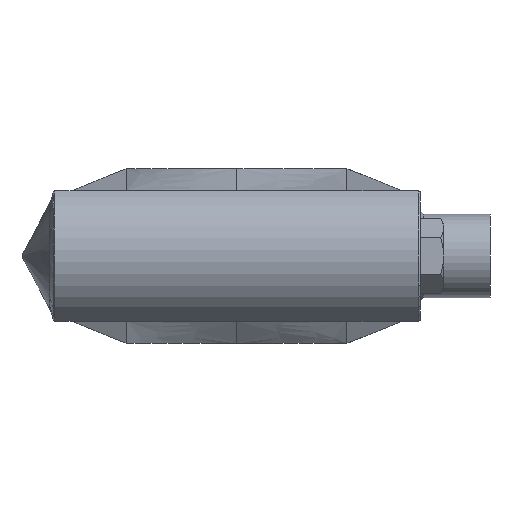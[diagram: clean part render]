
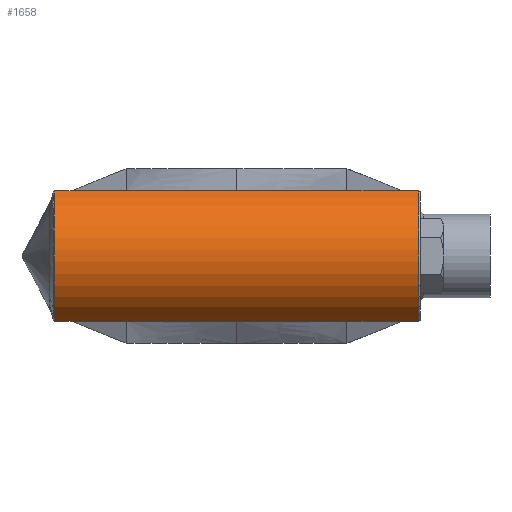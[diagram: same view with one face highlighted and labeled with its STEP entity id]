
A CAD part, left-side view. The second image highlights one B-rep face of the part: STEP entity #1658.
In plain terms, the highlighted cylindrical face has radius 12.344 mm (diameter 24.689 mm), a partial arc.
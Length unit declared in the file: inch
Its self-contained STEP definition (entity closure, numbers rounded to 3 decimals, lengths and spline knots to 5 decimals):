
#37 = B_SPLINE_CURVE_WITH_KNOTS ( 'NONE', 3,
 ( #3141, #1483, #2631, #3213 ),
 .UNSPECIFIED., .F., .F.,
 ( 4, 4 ),
 ( 0., 1. ),
 .UNSPECIFIED. ) ;
#41 = CARTESIAN_POINT ( 'NONE',  ( -1.22064, 1.791, 0.4375 ) ) ;
#47 = CARTESIAN_POINT ( 'NONE',  ( -1.22064, 0.557, 0.4375 ) ) ;
#117 = CARTESIAN_POINT ( 'NONE',  ( -1.22064, 1.781, -0.4375 ) ) ;
#129 = VECTOR ( 'NONE', #2850, 39.37008 ) ;
#156 = ORIENTED_EDGE ( 'NONE', *, *, #2757, .T. ) ;
#182 = CARTESIAN_POINT ( 'NONE',  ( -1.22064, 1.781, 0.4375 ) ) ;
#187 = CARTESIAN_POINT ( 'NONE',  ( -1.22064, -0.183, 0.4375 ) ) ;
#208 = ORIENTED_EDGE ( 'NONE', *, *, #3085, .F. ) ;
#283 = ORIENTED_EDGE ( 'NONE', *, *, #616, .T. ) ;
#318 = CARTESIAN_POINT ( 'NONE',  ( -1.22064, -0.588, -0.4375 ) ) ;
#365 = CARTESIAN_POINT ( 'NONE',  ( -1.22064, 1.297, 0.4375 ) ) ;
#372 = VERTEX_POINT ( 'NONE', #1447 ) ;
#385 = DIRECTION ( 'NONE',  ( 0., 1., 0. ) ) ;
#400 = CARTESIAN_POINT ( 'NONE',  ( -1.22064, 0.31033, -0.4375 ) ) ;
#460 = CARTESIAN_POINT ( 'NONE',  ( -1.22064, -0.557, -0.4375 ) ) ;
#470 = ORIENTED_EDGE ( 'NONE', *, *, #3139, .F. ) ;
#526 = LINE ( 'NONE', #318, #2507 ) ;
#553 = ORIENTED_EDGE ( 'NONE', *, *, #1522, .F. ) ;
#614 = B_SPLINE_CURVE_WITH_KNOTS ( 'NONE', 3,
 ( #2304, #400, #3153, #671 ),
 .UNSPECIFIED., .F., .F.,
 ( 4, 4 ),
 ( 0., 1. ),
 .UNSPECIFIED. ) ;
#616 = EDGE_CURVE ( 'NONE', #1964, #925, #770, .T. ) ;
#619 = LINE ( 'NONE', #1000, #2341 ) ;
#649 = VECTOR ( 'NONE', #2415, 39.37008 ) ;
#654 = CARTESIAN_POINT ( 'NONE',  ( -1.22064, -0.677, 0.4375 ) ) ;
#669 = ORIENTED_EDGE ( 'NONE', *, *, #1858, .T. ) ;
#671 = CARTESIAN_POINT ( 'NONE',  ( -1.22064, -0.183, -0.4375 ) ) ;
#675 = EDGE_CURVE ( 'NONE', #925, #3428, #619, .T. ) ;
#676 = ORIENTED_EDGE ( 'NONE', *, *, #1406, .F. ) ;
#759 = CARTESIAN_POINT ( 'NONE',  ( -1.009, -0.667, 0. ) ) ;
#770 = LINE ( 'NONE', #2486, #3132 ) ;
#830 = AXIS2_PLACEMENT_3D ( 'NONE', #759, #3509, #3282 ) ;
#856 = LINE ( 'NONE', #1751, #129 ) ;
#877 = DIRECTION ( 'NONE',  ( 0., 0., 1. ) ) ;
#922 = DIRECTION ( 'NONE',  ( 0., -1., 0. ) ) ;
#925 = VERTEX_POINT ( 'NONE', #3579 ) ;
#930 = DIRECTION ( 'NONE',  ( 0., 0., 1. ) ) ;
#1000 = CARTESIAN_POINT ( 'NONE',  ( -1.22064, 1.702, -0.4375 ) ) ;
#1002 = CARTESIAN_POINT ( 'NONE',  ( -1.22064, -0.588, 0.4375 ) ) ;
#1034 = LINE ( 'NONE', #654, #1678 ) ;
#1063 = EDGE_CURVE ( 'NONE', #2014, #2039, #526, .T. ) ;
#1117 = ORIENTED_EDGE ( 'NONE', *, *, #675, .T. ) ;
#1131 = B_SPLINE_CURVE_WITH_KNOTS ( 'NONE', 3,
 ( #1225, #3176, #2875, #365 ),
 .UNSPECIFIED., .F., .F.,
 ( 4, 4 ),
 ( 0., 1. ),
 .UNSPECIFIED. ) ;
#1143 = EDGE_CURVE ( 'NONE', #2676, #1964, #3445, .T. ) ;
#1144 = VERTEX_POINT ( 'NONE', #47 ) ;
#1152 = ORIENTED_EDGE ( 'NONE', *, *, #1143, .T. ) ;
#1207 = DIRECTION ( 'NONE',  ( 0., -1., 0. ) ) ;
#1225 = CARTESIAN_POINT ( 'NONE',  ( -1.22064, 0.557, 0.4375 ) ) ;
#1334 = CARTESIAN_POINT ( 'NONE',  ( -1.22064, -0.183, -0.4375 ) ) ;
#1406 = EDGE_CURVE ( 'NONE', #2676, #1617, #1437, .T. ) ;
#1437 = LINE ( 'NONE', #41, #2026 ) ;
#1447 = CARTESIAN_POINT ( 'NONE',  ( -1.22064, -0.667, 0.4375 ) ) ;
#1483 = CARTESIAN_POINT ( 'NONE',  ( -1.22064, 0.80367, -0.4375 ) ) ;
#1489 = CARTESIAN_POINT ( 'NONE',  ( -1.22064, 0.557, -0.4375 ) ) ;
#1522 = EDGE_CURVE ( 'NONE', #1617, #1582, #856, .T. ) ;
#1582 = VERTEX_POINT ( 'NONE', #2506 ) ;
#1617 = VERTEX_POINT ( 'NONE', #3113 ) ;
#1621 = EDGE_LOOP ( 'NONE', ( #676, #1152, #283, #1117, #3426, #1865, #2990, #470, #156, #3031, #2092, #208, #669, #553 ) ) ;
#1658 = ADVANCED_FACE ( 'NONE', ( #2869 ), #1976, .T. ) ;
#1672 = CARTESIAN_POINT ( 'NONE',  ( -1.22064, -0.667, -0.4375 ) ) ;
#1678 = VECTOR ( 'NONE', #2292, 39.37008 ) ;
#1725 = DIRECTION ( 'NONE',  ( 0., 1., 0. ) ) ;
#1751 = CARTESIAN_POINT ( 'NONE',  ( -1.22064, 1.702, 0.4375 ) ) ;
#1755 = VECTOR ( 'NONE', #2759, 39.37008 ) ;
#1784 = DIRECTION ( 'NONE',  ( 0., -1., 0. ) ) ;
#1858 = EDGE_CURVE ( 'NONE', #1144, #1582, #1131, .T. ) ;
#1865 = ORIENTED_EDGE ( 'NONE', *, *, #1871, .T. ) ;
#1871 = EDGE_CURVE ( 'NONE', #2934, #2039, #614, .T. ) ;
#1885 = EDGE_CURVE ( 'NONE', #372, #2932, #1034, .T. ) ;
#1944 = DIRECTION ( 'NONE',  ( 0., -1., 0. ) ) ;
#1964 = VERTEX_POINT ( 'NONE', #117 ) ;
#1976 = CYLINDRICAL_SURFACE ( 'NONE', #2082, 0.486 ) ;
#2014 = VERTEX_POINT ( 'NONE', #460 ) ;
#2026 = VECTOR ( 'NONE', #1944, 39.37008 ) ;
#2039 = VERTEX_POINT ( 'NONE', #1334 ) ;
#2082 = AXIS2_PLACEMENT_3D ( 'NONE', #2578, #385, #930 ) ;
#2092 = ORIENTED_EDGE ( 'NONE', *, *, #2315, .T. ) ;
#2137 = CARTESIAN_POINT ( 'NONE',  ( -1.22064, 0.06367, 0.4375 ) ) ;
#2229 = AXIS2_PLACEMENT_3D ( 'NONE', #3109, #1207, #877 ) ;
#2292 = DIRECTION ( 'NONE',  ( 0., 1., 0. ) ) ;
#2304 = CARTESIAN_POINT ( 'NONE',  ( -1.22064, 0.557, -0.4375 ) ) ;
#2315 = EDGE_CURVE ( 'NONE', #2932, #2713, #3211, .T. ) ;
#2341 = VECTOR ( 'NONE', #1784, 39.37008 ) ;
#2415 = DIRECTION ( 'NONE',  ( 0., 1., 0. ) ) ;
#2469 = VERTEX_POINT ( 'NONE', #1672 ) ;
#2486 = CARTESIAN_POINT ( 'NONE',  ( -1.22064, 1.791, -0.4375 ) ) ;
#2506 = CARTESIAN_POINT ( 'NONE',  ( -1.22064, 1.297, 0.4375 ) ) ;
#2507 = VECTOR ( 'NONE', #1725, 39.37008 ) ;
#2555 = EDGE_CURVE ( 'NONE', #2934, #3428, #37, .T. ) ;
#2578 = CARTESIAN_POINT ( 'NONE',  ( -1.009, -0.588, 0. ) ) ;
#2631 = CARTESIAN_POINT ( 'NONE',  ( -1.22064, 1.05033, -0.4375 ) ) ;
#2676 = VERTEX_POINT ( 'NONE', #182 ) ;
#2713 = VERTEX_POINT ( 'NONE', #3255 ) ;
#2729 = CARTESIAN_POINT ( 'NONE',  ( -1.22064, 0.557, 0.4375 ) ) ;
#2757 = EDGE_CURVE ( 'NONE', #2469, #372, #3040, .T. ) ;
#2759 = DIRECTION ( 'NONE',  ( 0., 1., 0. ) ) ;
#2850 = DIRECTION ( 'NONE',  ( 0., -1., 0. ) ) ;
#2869 = FACE_OUTER_BOUND ( 'NONE', #1621, .T. ) ;
#2875 = CARTESIAN_POINT ( 'NONE',  ( -1.22064, 1.05033, 0.4375 ) ) ;
#2900 = LINE ( 'NONE', #3348, #1755 ) ;
#2906 = B_SPLINE_CURVE_WITH_KNOTS ( 'NONE', 3,
 ( #2729, #3563, #2137, #187 ),
 .UNSPECIFIED., .F., .F.,
 ( 4, 4 ),
 ( 0., 1. ),
 .UNSPECIFIED. ) ;
#2932 = VERTEX_POINT ( 'NONE', #3126 ) ;
#2934 = VERTEX_POINT ( 'NONE', #1489 ) ;
#2990 = ORIENTED_EDGE ( 'NONE', *, *, #1063, .F. ) ;
#3031 = ORIENTED_EDGE ( 'NONE', *, *, #1885, .T. ) ;
#3040 = CIRCLE ( 'NONE', #830, 0.486 ) ;
#3085 = EDGE_CURVE ( 'NONE', #1144, #2713, #2906, .T. ) ;
#3109 = CARTESIAN_POINT ( 'NONE',  ( -1.009, 1.781, 0. ) ) ;
#3113 = CARTESIAN_POINT ( 'NONE',  ( -1.22064, 1.671, 0.4375 ) ) ;
#3126 = CARTESIAN_POINT ( 'NONE',  ( -1.22064, -0.557, 0.4375 ) ) ;
#3132 = VECTOR ( 'NONE', #922, 39.37008 ) ;
#3139 = EDGE_CURVE ( 'NONE', #2469, #2014, #2900, .T. ) ;
#3141 = CARTESIAN_POINT ( 'NONE',  ( -1.22064, 0.557, -0.4375 ) ) ;
#3153 = CARTESIAN_POINT ( 'NONE',  ( -1.22064, 0.06367, -0.4375 ) ) ;
#3176 = CARTESIAN_POINT ( 'NONE',  ( -1.22064, 0.80367, 0.4375 ) ) ;
#3211 = LINE ( 'NONE', #1002, #649 ) ;
#3213 = CARTESIAN_POINT ( 'NONE',  ( -1.22064, 1.297, -0.4375 ) ) ;
#3255 = CARTESIAN_POINT ( 'NONE',  ( -1.22064, -0.183, 0.4375 ) ) ;
#3282 = DIRECTION ( 'NONE',  ( 0., 0., -1. ) ) ;
#3348 = CARTESIAN_POINT ( 'NONE',  ( -1.22064, -0.677, -0.4375 ) ) ;
#3426 = ORIENTED_EDGE ( 'NONE', *, *, #2555, .F. ) ;
#3428 = VERTEX_POINT ( 'NONE', #3553 ) ;
#3445 = CIRCLE ( 'NONE', #2229, 0.486 ) ;
#3509 = DIRECTION ( 'NONE',  ( 0., 1., 0. ) ) ;
#3553 = CARTESIAN_POINT ( 'NONE',  ( -1.22064, 1.297, -0.4375 ) ) ;
#3563 = CARTESIAN_POINT ( 'NONE',  ( -1.22064, 0.31033, 0.4375 ) ) ;
#3579 = CARTESIAN_POINT ( 'NONE',  ( -1.22064, 1.671, -0.4375 ) ) ;
